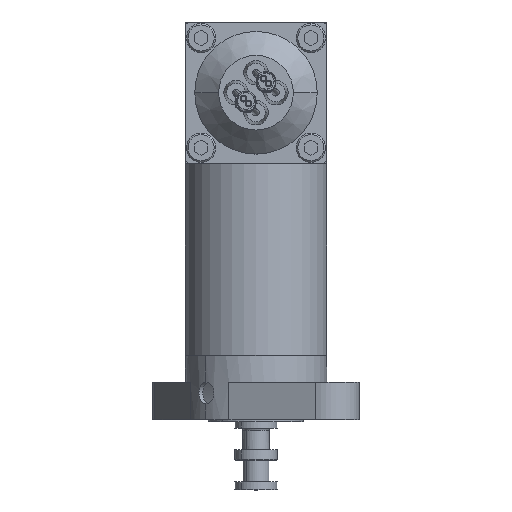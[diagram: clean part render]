
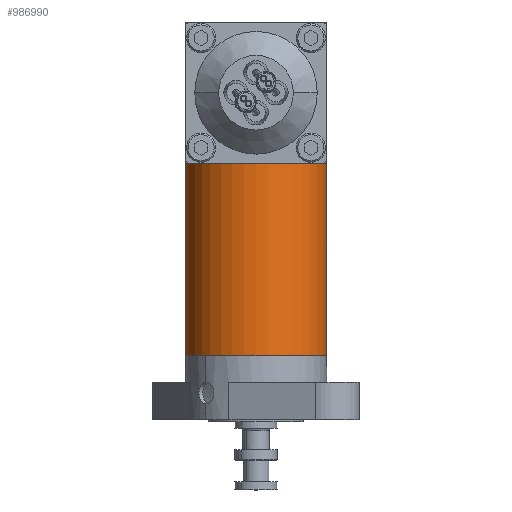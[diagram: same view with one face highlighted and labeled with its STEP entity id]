
A CAD part, top view. The second image highlights one B-rep face of the part: STEP entity #986990.
In plain terms, the highlighted cylindrical face has radius 13.3 mm (diameter 26.6 mm), a partial arc.
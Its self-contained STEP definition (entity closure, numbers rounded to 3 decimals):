
#483540=CARTESIAN_POINT('',(26.6,0.,-13.3));
#483550=DIRECTION('',(0.,-1.,0.));
#483560=VECTOR('',#483550,1.);
#483570=LINE('',#483540,#483560);
#483580=CARTESIAN_POINT('',(26.6,36.,-13.3));
#483590=VERTEX_POINT('',#483580);
#484200=CARTESIAN_POINT('',(13.3,36.,-13.3));
#484210=DIRECTION('',(0.,-1.,0.));
#484220=DIRECTION('',(1.,0.,0.));
#484230=AXIS2_PLACEMENT_3D('',#484200,#484210,#484220);
#484240=CIRCLE('',#484230,13.3);
#484250=CARTESIAN_POINT('',(0.,36.,-13.3));
#484260=VERTEX_POINT('',#484250);
#484270=EDGE_CURVE('',#483590,#484260,#484240,.T.);
#484820=CARTESIAN_POINT('',(26.6,0.1,-13.3));
#484830=VERTEX_POINT('',#484820);
#484840=EDGE_CURVE('',#483590,#484830,#483570,.T.);
#484880=CARTESIAN_POINT('',(0.,0.,-13.3));
#484890=DIRECTION('',(0.,-1.,0.));
#484900=VECTOR('',#484890,1.);
#484910=LINE('',#484880,#484900);
#484940=CARTESIAN_POINT('',(0.,0.1,-13.3
));
#484950=VERTEX_POINT('',#484940);
#484960=EDGE_CURVE('',#484260,#484950,#484910,.T.);
#484980=CARTESIAN_POINT('',(13.3,0.1,-13.3));
#484990=DIRECTION('',(0.,-1.,0.));
#485000=DIRECTION('',(-1.,0.,0.));
#485010=AXIS2_PLACEMENT_3D('',#484980,#484990,#485000);
#485020=CIRCLE('',#485010,13.3);
#986870=CARTESIAN_POINT('',(13.3,0.,-13.3));
#986880=DIRECTION('',(0.,-1.,0.));
#986890=DIRECTION('',(1.,0.,0.));
#986900=AXIS2_PLACEMENT_3D('',#986870,#986880,#986890);
#986910=CYLINDRICAL_SURFACE('',#986900,13.3);
#986920=ORIENTED_EDGE('',*,*,#484270,.T.);
#986930=ORIENTED_EDGE('',*,*,#484840,.F.);
#986940=EDGE_CURVE('',#484830,#484950,#485020,.T.);
#986950=ORIENTED_EDGE('',*,*,#986940,.F.);
#986960=ORIENTED_EDGE('',*,*,#484960,.T.);
#986970=EDGE_LOOP('',(#986960,#986950,#986930,#986920));
#986980=FACE_OUTER_BOUND('',#986970,.T.);
#986990=ADVANCED_FACE('',(#986980),#986910,.T.);
